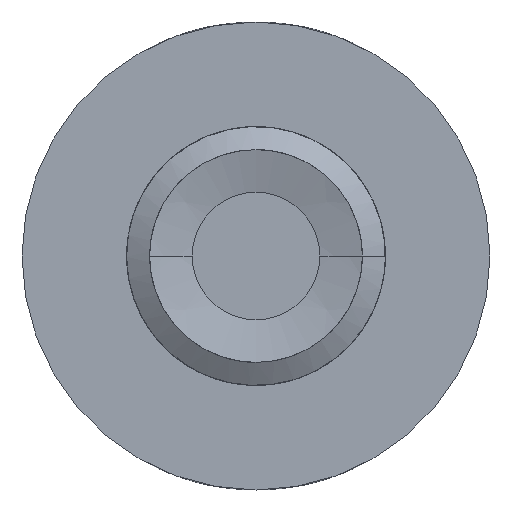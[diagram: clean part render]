
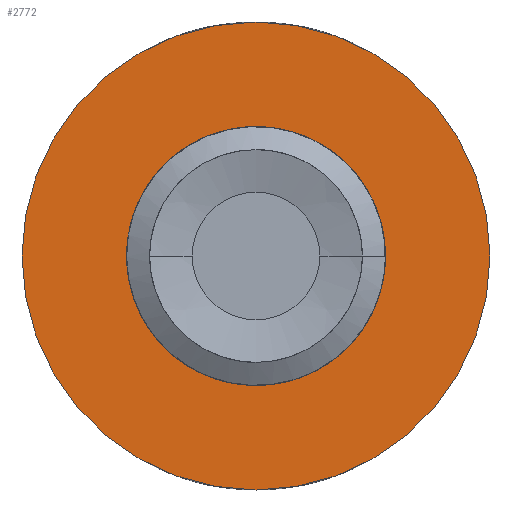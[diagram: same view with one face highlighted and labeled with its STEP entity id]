
A CAD part, front view. The second image highlights one B-rep face of the part: STEP entity #2772.
In plain terms, the highlighted planar face has unit normal (0, -1, 0).
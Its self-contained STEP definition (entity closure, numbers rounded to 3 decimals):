
#332 = CARTESIAN_POINT ( 'NONE',  ( 0., 75., 5. ) ) ;
#630 = EDGE_LOOP ( 'NONE', ( #4605, #6414 ) ) ;
#687 = CARTESIAN_POINT ( 'NONE',  ( 11., 75., 0. ) ) ;
#753 = CIRCLE ( 'NONE', #1532, 5. ) ;
#965 = EDGE_CURVE ( 'NONE', #5422, #8761, #3990, .T. ) ;
#1349 = VERTEX_POINT ( 'NONE', #4311 ) ;
#1532 = AXIS2_PLACEMENT_3D ( 'NONE', #6606, #3787, #3118 ) ;
#1893 = CIRCLE ( 'NONE', #7890, 11. ) ;
#1934 = CARTESIAN_POINT ( 'NONE',  ( 0., 75., -5. ) ) ;
#2159 = DIRECTION ( 'NONE',  ( 0., 0., -1. ) ) ;
#2261 = AXIS2_PLACEMENT_3D ( 'NONE', #2406, #2358, #3697 ) ;
#2358 = DIRECTION ( 'NONE',  ( 0., -1., 0. ) ) ;
#2406 = CARTESIAN_POINT ( 'NONE',  ( 0., 75., 0. ) ) ;
#2768 = EDGE_CURVE ( 'NONE', #1349, #5530, #1893, .T. ) ;
#2772 = ADVANCED_FACE ( 'NONE', ( #4978, #5425 ), #6389, .T. ) ;
#2971 = AXIS2_PLACEMENT_3D ( 'NONE', #687, #7754, #2159 ) ;
#3047 = DIRECTION ( 'NONE',  ( 0., 0., -1. ) ) ;
#3073 = CARTESIAN_POINT ( 'NONE',  ( 0., 75., 0. ) ) ;
#3118 = DIRECTION ( 'NONE',  ( 0., 0., -1. ) ) ;
#3697 = DIRECTION ( 'NONE',  ( 0., 0., -1. ) ) ;
#3787 = DIRECTION ( 'NONE',  ( 0., -1., 0. ) ) ;
#3990 = CIRCLE ( 'NONE', #4306, 5. ) ;
#4013 = ORIENTED_EDGE ( 'NONE', *, *, #6863, .F. ) ;
#4176 = EDGE_CURVE ( 'NONE', #5530, #1349, #4296, .T. ) ;
#4296 = CIRCLE ( 'NONE', #2261, 11. ) ;
#4306 = AXIS2_PLACEMENT_3D ( 'NONE', #3073, #6530, #3047 ) ;
#4311 = CARTESIAN_POINT ( 'NONE',  ( 0., 75., 11. ) ) ;
#4450 = CARTESIAN_POINT ( 'NONE',  ( 0., 75., 0. ) ) ;
#4605 = ORIENTED_EDGE ( 'NONE', *, *, #4176, .T. ) ;
#4978 = FACE_OUTER_BOUND ( 'NONE', #630, .T. ) ;
#5153 = DIRECTION ( 'NONE',  ( 0., 0., -1. ) ) ;
#5422 = VERTEX_POINT ( 'NONE', #332 ) ;
#5425 = FACE_BOUND ( 'NONE', #6748, .T. ) ;
#5530 = VERTEX_POINT ( 'NONE', #7426 ) ;
#5692 = DIRECTION ( 'NONE',  ( 0., -1., 0. ) ) ;
#6389 = PLANE ( 'NONE',  #2971 ) ;
#6414 = ORIENTED_EDGE ( 'NONE', *, *, #2768, .T. ) ;
#6530 = DIRECTION ( 'NONE',  ( 0., -1., 0. ) ) ;
#6606 = CARTESIAN_POINT ( 'NONE',  ( 0., 75., 0. ) ) ;
#6748 = EDGE_LOOP ( 'NONE', ( #4013, #8850 ) ) ;
#6863 = EDGE_CURVE ( 'NONE', #8761, #5422, #753, .T. ) ;
#7426 = CARTESIAN_POINT ( 'NONE',  ( 0., 75., -11. ) ) ;
#7754 = DIRECTION ( 'NONE',  ( 0., -1., 0. ) ) ;
#7890 = AXIS2_PLACEMENT_3D ( 'NONE', #4450, #5692, #5153 ) ;
#8761 = VERTEX_POINT ( 'NONE', #1934 ) ;
#8850 = ORIENTED_EDGE ( 'NONE', *, *, #965, .F. ) ;
